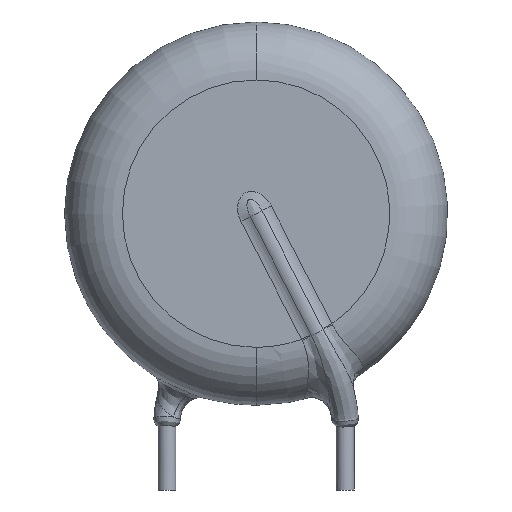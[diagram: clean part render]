
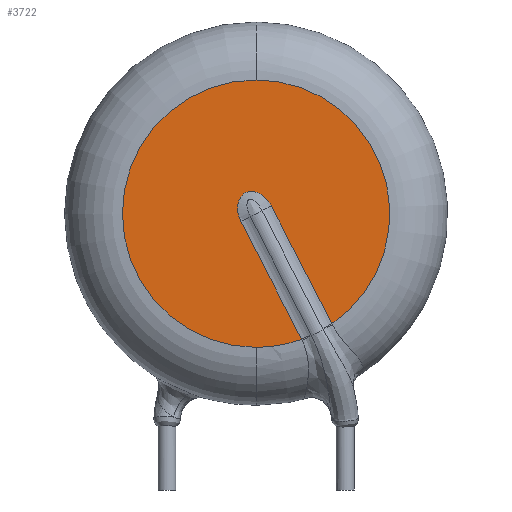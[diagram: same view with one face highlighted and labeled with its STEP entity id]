
A CAD part, front view. The second image highlights one B-rep face of the part: STEP entity #3722.
In plain terms, the highlighted planar face has unit normal (0, -1, 0).
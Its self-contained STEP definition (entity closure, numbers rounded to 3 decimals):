
#186 = CARTESIAN_POINT ( 'NONE',  ( 0.781, -3.25, 12.57 ) ) ;
#267 = CARTESIAN_POINT ( 'NONE',  ( -0.986, -3.25, 12.72 ) ) ;
#338 = CARTESIAN_POINT ( 'NONE',  ( 0.849, -3.25, 12.437 ) ) ;
#762 = CIRCLE ( 'NONE', #2413, 7.5 ) ;
#1078 = ORIENTED_EDGE ( 'NONE', *, *, #11083, .T. ) ;
#2282 = CARTESIAN_POINT ( 'NONE',  ( 0., -3.25, 12. ) ) ;
#2413 = AXIS2_PLACEMENT_3D ( 'NONE', #2282, #12810, #4705 ) ;
#2727 = DIRECTION ( 'NONE',  ( 0., 0., 1. ) ) ;
#2993 = CARTESIAN_POINT ( 'NONE',  ( -1.048, -3.25, 12.276 ) ) ;
#3628 = CIRCLE ( 'NONE', #5588, 7.5 ) ;
#3722 = ADVANCED_FACE ( 'NONE', ( #10404 ), #9213, .F. ) ;
#3742 = EDGE_LOOP ( 'NONE', ( #5741, #1078, #13766, #8012, #4427, #7122 ) ) ;
#4049 = CARTESIAN_POINT ( 'NONE',  ( 0.125, -3.25, 13.165 ) ) ;
#4131 = CARTESIAN_POINT ( 'NONE',  ( -1.024, -3.25, 12.572 ) ) ;
#4212 = CARTESIAN_POINT ( 'NONE',  ( 0.849, -3.25, 12.437 ) ) ;
#4427 = ORIENTED_EDGE ( 'NONE', *, *, #14414, .F. ) ;
#4610 = VERTEX_POINT ( 'NONE', #5467 ) ;
#4629 = DIRECTION ( 'NONE',  ( 0., 1., 0. ) ) ;
#4705 = DIRECTION ( 'NONE',  ( 0., 0., 1. ) ) ;
#4894 = DIRECTION ( 'NONE',  ( 0., 0., 1. ) ) ;
#5088 = CARTESIAN_POINT ( 'NONE',  ( 2.553, -3.25, 4.948 ) ) ;
#5446 = CARTESIAN_POINT ( 'NONE',  ( -0.969, -3.25, 11.836 ) ) ;
#5467 = CARTESIAN_POINT ( 'NONE',  ( 0.849, -3.25, 12.437 ) ) ;
#5518 = CARTESIAN_POINT ( 'NONE',  ( -0.089, -3.25, 13.234 ) ) ;
#5566 = VECTOR ( 'NONE', #10737, 1000. ) ;
#5588 = AXIS2_PLACEMENT_3D ( 'NONE', #11955, #9181, #2727 ) ;
#5599 = CARTESIAN_POINT ( 'NONE',  ( -0.732, -3.25, 13.096 ) ) ;
#5741 = ORIENTED_EDGE ( 'NONE', *, *, #9642, .T. ) ;
#6067 = EDGE_CURVE ( 'NONE', #15404, #6833, #16316, .T. ) ;
#6680 = EDGE_CURVE ( 'NONE', #15202, #14676, #762, .T. ) ;
#6789 = CARTESIAN_POINT ( 'NONE',  ( -0.849, -3.25, 11.563 ) ) ;
#6833 = VERTEX_POINT ( 'NONE', #6789 ) ;
#7122 = ORIENTED_EDGE ( 'NONE', *, *, #6067, .T. ) ;
#7460 = CARTESIAN_POINT ( 'NONE',  ( 0., -3.25, 12. ) ) ;
#7567 = AXIS2_PLACEMENT_3D ( 'NONE', #11982, #13033, #11718 ) ;
#8012 = ORIENTED_EDGE ( 'NONE', *, *, #10586, .F. ) ;
#8388 = VERTEX_POINT ( 'NONE', #15473 ) ;
#8580 = CARTESIAN_POINT ( 'NONE',  ( 0., -3.25, 19.5 ) ) ;
#9181 = DIRECTION ( 'NONE',  ( 0., 1., 0. ) ) ;
#9213 = PLANE ( 'NONE',  #7567 ) ;
#9374 = CARTESIAN_POINT ( 'NONE',  ( -0.849, -3.25, 11.563 ) ) ;
#9457 = CARTESIAN_POINT ( 'NONE',  ( -0.841, -3.25, 12.984 ) ) ;
#9538 = CARTESIAN_POINT ( 'NONE',  ( 4.252, -3.25, 5.822 ) ) ;
#9642 = EDGE_CURVE ( 'NONE', #6833, #4610, #10079, .T. ) ;
#10079 = B_SPLINE_CURVE_WITH_KNOTS ( 'NONE', 3,
 ( #9374, #12068, #5446, #10577, #2993, #4131, #267, #9457, #5599, #15909, #13294, #5518, #14776, #4049, #12138, #10661, #14605, #15813, #186, #4212 ),
 .UNSPECIFIED., .F., .F.,
 ( 4, 2, 2, 2, 2, 2, 2, 2, 2, 4 ),
 ( 0., 0., 0.001, 0.001, 0.002, 0.002, 0.002, 0.003, 0.003, 0.004 ),
 .UNSPECIFIED. ) ;
#10404 = FACE_OUTER_BOUND ( 'NONE', #3742, .T. ) ;
#10577 = CARTESIAN_POINT ( 'NONE',  ( -1.035, -3.25, 12.127 ) ) ;
#10586 = EDGE_CURVE ( 'NONE', #8388, #15202, #3628, .T. ) ;
#10661 = CARTESIAN_POINT ( 'NONE',  ( 0.384, -3.25, 13.017 ) ) ;
#10737 = DIRECTION ( 'NONE',  ( 0.457, 0., -0.889 ) ) ;
#11083 = EDGE_CURVE ( 'NONE', #4610, #14676, #13620, .T. ) ;
#11718 = DIRECTION ( 'NONE',  ( 0., 0., 1. ) ) ;
#11724 = CIRCLE ( 'NONE', #12560, 7.5 ) ;
#11955 = CARTESIAN_POINT ( 'NONE',  ( 0., -3.25, 12. ) ) ;
#11982 = CARTESIAN_POINT ( 'NONE',  ( 0., -3.25, 12. ) ) ;
#12068 = CARTESIAN_POINT ( 'NONE',  ( -0.918, -3.25, 11.696 ) ) ;
#12138 = CARTESIAN_POINT ( 'NONE',  ( 0.192, -3.25, 13.132 ) ) ;
#12560 = AXIS2_PLACEMENT_3D ( 'NONE', #7460, #4629, #4894 ) ;
#12645 = VECTOR ( 'NONE', #13469, 1000. ) ;
#12810 = DIRECTION ( 'NONE',  ( 0., 1., 0. ) ) ;
#13033 = DIRECTION ( 'NONE',  ( 0., 1., 0. ) ) ;
#13294 = CARTESIAN_POINT ( 'NONE',  ( -0.312, -3.25, 13.259 ) ) ;
#13469 = DIRECTION ( 'NONE',  ( -0.457, 0., 0.889 ) ) ;
#13620 = LINE ( 'NONE', #338, #5566 ) ;
#13628 = CARTESIAN_POINT ( 'NONE',  ( -0.849, -3.25, 11.563 ) ) ;
#13766 = ORIENTED_EDGE ( 'NONE', *, *, #6680, .F. ) ;
#14414 = EDGE_CURVE ( 'NONE', #15404, #8388, #11724, .T. ) ;
#14605 = CARTESIAN_POINT ( 'NONE',  ( 0.498, -3.25, 12.918 ) ) ;
#14676 = VERTEX_POINT ( 'NONE', #9538 ) ;
#14776 = CARTESIAN_POINT ( 'NONE',  ( -0.016, -3.25, 13.216 ) ) ;
#15202 = VERTEX_POINT ( 'NONE', #8580 ) ;
#15404 = VERTEX_POINT ( 'NONE', #5088 ) ;
#15473 = CARTESIAN_POINT ( 'NONE',  ( 0., -3.25, 4.5 ) ) ;
#15813 = CARTESIAN_POINT ( 'NONE',  ( 0.696, -3.25, 12.696 ) ) ;
#15909 = CARTESIAN_POINT ( 'NONE',  ( -0.469, -3.25, 13.234 ) ) ;
#16316 = LINE ( 'NONE', #13628, #12645 ) ;
